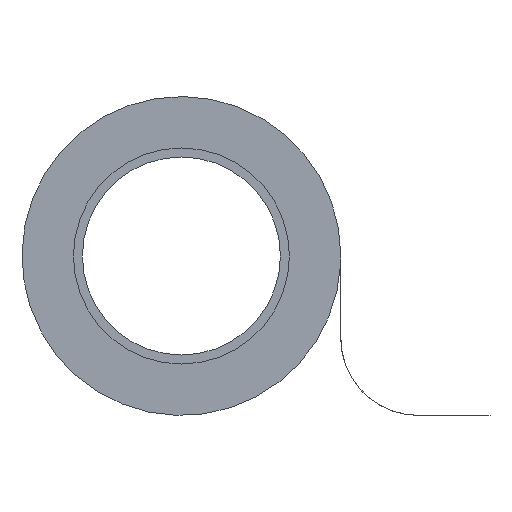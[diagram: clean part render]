
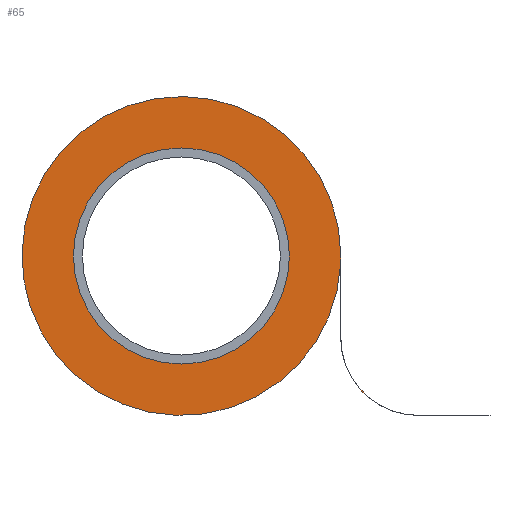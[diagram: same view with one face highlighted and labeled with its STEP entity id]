
A CAD part, left-side view. The second image highlights one B-rep face of the part: STEP entity #65.
In plain terms, the highlighted planar face has unit normal (-1, 0, 0).
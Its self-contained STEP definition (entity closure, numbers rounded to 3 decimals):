
#65 = ADVANCED_FACE( '', ( #119, #120 ), #121, .T. );
#119 = FACE_OUTER_BOUND( '', #171, .T. );
#120 = FACE_BOUND( '', #172, .T. );
#121 = PLANE( '', #173 );
#171 = EDGE_LOOP( '', ( #249, #250, #251, #252, #253, #254, #255, #256 ) );
#172 = EDGE_LOOP( '', ( #257 ) );
#173 = AXIS2_PLACEMENT_3D( '', #258, #259, #260 );
#249 = ORIENTED_EDGE( '', *, *, #332, .T. );
#250 = ORIENTED_EDGE( '', *, *, #324, .F. );
#251 = ORIENTED_EDGE( '', *, *, #333, .F. );
#252 = ORIENTED_EDGE( '', *, *, #334, .F. );
#253 = ORIENTED_EDGE( '', *, *, #307, .T. );
#254 = ORIENTED_EDGE( '', *, *, #328, .T. );
#255 = ORIENTED_EDGE( '', *, *, #321, .T. );
#256 = ORIENTED_EDGE( '', *, *, #335, .T. );
#257 = ORIENTED_EDGE( '', *, *, #330, .F. );
#258 = CARTESIAN_POINT( '', ( -2.5, 0., 0. ) );
#259 = DIRECTION( '', ( -1., 0., 0. ) );
#260 = DIRECTION( '', ( 0., -1., 0. ) );
#307 = EDGE_CURVE( '', #358, #355, #359, .F. );
#321 = EDGE_CURVE( '', #382, #380, #383, .T. );
#324 = EDGE_CURVE( '', #386, #387, #388, .T. );
#328 = EDGE_CURVE( '', #355, #382, #392, .T. );
#330 = EDGE_CURVE( '', #394, #394, #395, .T. );
#332 = EDGE_CURVE( '', #397, #387, #398, .T. );
#333 = EDGE_CURVE( '', #399, #386, #400, .T. );
#334 = EDGE_CURVE( '', #358, #399, #401, .T. );
#335 = EDGE_CURVE( '', #380, #397, #402, .T. );
#355 = VERTEX_POINT( '', #430 );
#358 = VERTEX_POINT( '', #434 );
#359 = LINE( '', #435, #436 );
#380 = VERTEX_POINT( '', #463 );
#382 = VERTEX_POINT( '', #466 );
#383 = CIRCLE( '', #467, 29.968 );
#386 = VERTEX_POINT( '', #471 );
#387 = VERTEX_POINT( '', #472 );
#388 = LINE( '', #473, #474 );
#392 = LINE( '', #480, #481 );
#394 = VERTEX_POINT( '', #483 );
#395 = CIRCLE( '', #484, 42. );
#397 = VERTEX_POINT( '', #486 );
#398 = CIRCLE( '', #487, 62. );
#399 = VERTEX_POINT( '', #488 );
#400 = CIRCLE( '', #489, 30.033 );
#401 = LINE( '', #490, #491 );
#402 = LINE( '', #492, #493 );
#430 = CARTESIAN_POINT( '', ( -2.5, -120., -61.935 ) );
#434 = CARTESIAN_POINT( '', ( -2.5, -120., -62. ) );
#435 = CARTESIAN_POINT( '', ( -2.5, -120., -61.935 ) );
#436 = VECTOR( '', #507, 1000. );
#463 = CARTESIAN_POINT( '', ( -2.5, -62., -31.968 ) );
#466 = CARTESIAN_POINT( '', ( -2.5, -91.968, -61.935 ) );
#467 = AXIS2_PLACEMENT_3D( '', #527, #528, #529 );
#471 = CARTESIAN_POINT( '', ( -2.5, -61.935, -31.968 ) );
#472 = CARTESIAN_POINT( '', ( -2.5, -61.935, -2.838 ) );
#473 = CARTESIAN_POINT( '', ( -2.5, -61.935, -31.968 ) );
#474 = VECTOR( '', #531, 1000. );
#480 = CARTESIAN_POINT( '', ( -2.5, -120., -61.935 ) );
#481 = VECTOR( '', #534, 1000. );
#483 = CARTESIAN_POINT( '', ( -2.5, 42., 0. ) );
#484 = AXIS2_PLACEMENT_3D( '', #535, #536, #537 );
#486 = CARTESIAN_POINT( '', ( -2.5, -62., 0. ) );
#487 = AXIS2_PLACEMENT_3D( '', #538, #539, #540 );
#488 = CARTESIAN_POINT( '', ( -2.5, -91.968, -62. ) );
#489 = AXIS2_PLACEMENT_3D( '', #541, #542, #543 );
#490 = CARTESIAN_POINT( '', ( -2.5, -120., -62. ) );
#491 = VECTOR( '', #544, 1000. );
#492 = CARTESIAN_POINT( '', ( -2.5, -62., -31.968 ) );
#493 = VECTOR( '', #545, 1000. );
#507 = DIRECTION( '', ( 0., 0., -1. ) );
#527 = CARTESIAN_POINT( '', ( -2.5, -91.968, -31.968 ) );
#528 = DIRECTION( '', ( 1., 0., 0. ) );
#529 = DIRECTION( '', ( 0., 0., -1. ) );
#531 = DIRECTION( '', ( 0., 0., 1. ) );
#534 = DIRECTION( '', ( 0., 1., 0. ) );
#535 = CARTESIAN_POINT( '', ( -2.5, 0., 0. ) );
#536 = DIRECTION( '', ( -1., 0., 0. ) );
#537 = DIRECTION( '', ( 0., 1., 0. ) );
#538 = CARTESIAN_POINT( '', ( -2.5, 0., 0. ) );
#539 = DIRECTION( '', ( -1., 0., 0. ) );
#540 = DIRECTION( '', ( 0., 1., 0. ) );
#541 = CARTESIAN_POINT( '', ( -2.5, -91.968, -31.968 ) );
#542 = DIRECTION( '', ( 1., 0., 0. ) );
#543 = DIRECTION( '', ( 0., 0., -1. ) );
#544 = DIRECTION( '', ( 0., 1., 0. ) );
#545 = DIRECTION( '', ( 0., 0., 1. ) );
